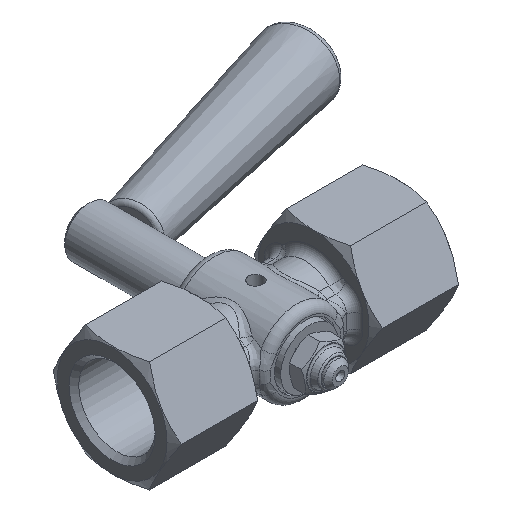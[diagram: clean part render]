
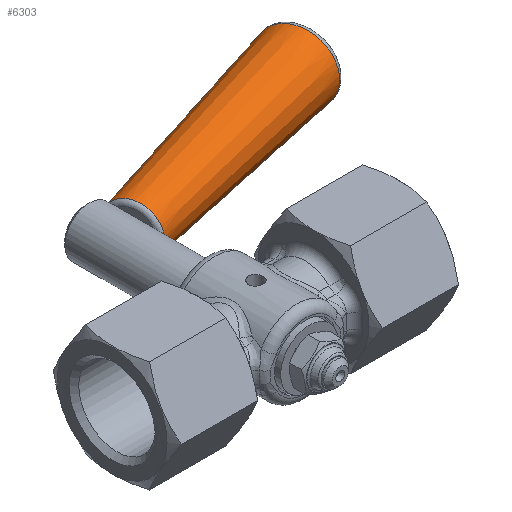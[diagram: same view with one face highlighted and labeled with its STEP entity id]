
A CAD part, isometric view. The second image highlights one B-rep face of the part: STEP entity #6303.
In plain terms, the highlighted conical face has half-angle 2.184 degrees and reference radius 7.375 mm.
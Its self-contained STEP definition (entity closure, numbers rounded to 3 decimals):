
#6269=CARTESIAN_POINT('',(58.643,55.778,-6.076));
#6270=VERTEX_POINT('',#6269);
#6271=CARTESIAN_POINT('',(60.16,50.118,0.));
#6272=DIRECTION('',(0.966,0.259,0.));
#6273=DIRECTION('',(0.18,-0.671,0.72));
#6274=AXIS2_PLACEMENT_3D('',#6271,#6272,#6273);
#6275=CIRCLE('',#6274,8.441);
#6276=EDGE_CURVE('',#6270,#6270,#6275,.T.);
#6284=CARTESIAN_POINT('',(33.169,42.886,0.));
#6285=DIRECTION('',(0.966,0.259,0.));
#6286=DIRECTION('',(-0.18,0.671,-0.72));
#6287=AXIS2_PLACEMENT_3D('',#6284,#6285,#6286);
#6288=CONICAL_SURFACE('',#6287,7.375,2.184);
#6289=ORIENTED_EDGE('',*,*,#6276,.F.);
#6290=EDGE_LOOP('',(#6289));
#6291=FACE_OUTER_BOUND('',#6290,.T.);
#6292=CARTESIAN_POINT('',(4.474,39.715,-4.525));
#6293=VERTEX_POINT('',#6292);
#6294=CARTESIAN_POINT('',(5.603,35.5,0.));
#6295=DIRECTION('',(-0.966,-0.259,0.));
#6296=DIRECTION('',(0.18,-0.671,0.72));
#6297=AXIS2_PLACEMENT_3D('',#6294,#6295,#6296);
#6298=CIRCLE('',#6297,6.287);
#6299=EDGE_CURVE('',#6293,#6293,#6298,.T.);
#6300=ORIENTED_EDGE('',*,*,#6299,.F.);
#6301=EDGE_LOOP('',(#6300));
#6302=FACE_BOUND('',#6301,.T.);
#6303=ADVANCED_FACE('',(#6291,#6302),#6288,.T.);
